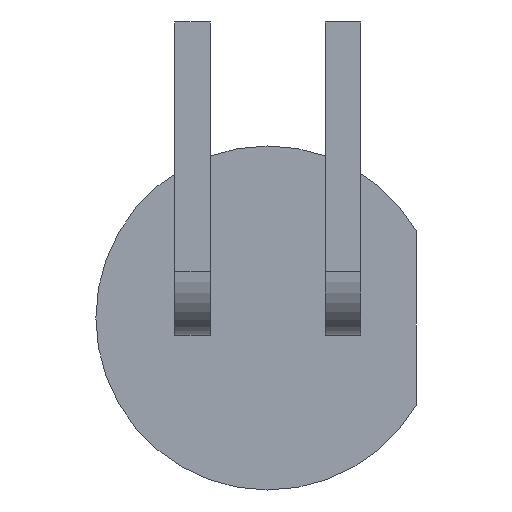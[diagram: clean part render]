
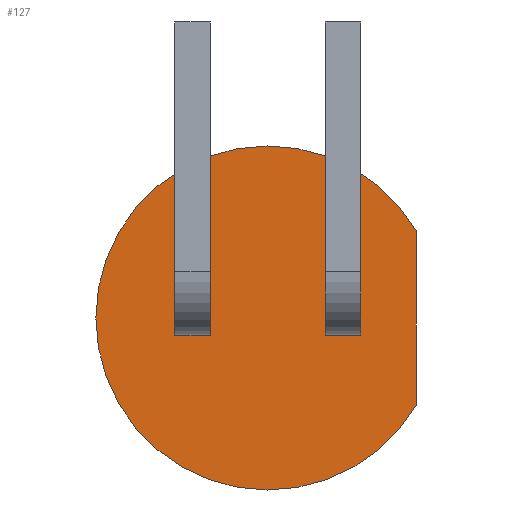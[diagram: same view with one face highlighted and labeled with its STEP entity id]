
A CAD part, front view. The second image highlights one B-rep face of the part: STEP entity #127.
In plain terms, the highlighted planar face has unit normal (0, -1, 0).
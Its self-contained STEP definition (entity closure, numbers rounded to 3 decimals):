
#59 = EDGE_CURVE('',#60,#62,#64,.T.);
#60 = VERTEX_POINT('',#61);
#61 = CARTESIAN_POINT('',(2.503,1.277,-5.961)
  );
#62 = VERTEX_POINT('',#63);
#63 = CARTESIAN_POINT('',(2.503,1.277,-3.021)
  );
#64 = CIRCLE('',#65,2.9);
#65 = AXIS2_PLACEMENT_3D('',#66,#67,#68);
#66 = CARTESIAN_POINT('',(0.003,1.277,-4.491));
#67 = DIRECTION('',(0.,1.,0.));
#68 = DIRECTION('',(-1.,0.,0.));
#117 = EDGE_CURVE('',#62,#60,#118,.T.);
#118 = LINE('',#119,#120);
#119 = CARTESIAN_POINT('',(2.503,1.277,-3.021
    ));
#120 = VECTOR('',#121,1.);
#121 = DIRECTION('',(0.,0.,-1.));
#127 = ADVANCED_FACE('',(#128),#132,.F.);
#128 = FACE_BOUND('',#129,.F.);
#129 = EDGE_LOOP('',(#130,#131));
#130 = ORIENTED_EDGE('',*,*,#59,.T.);
#131 = ORIENTED_EDGE('',*,*,#117,.T.);
#132 = PLANE('',#133);
#133 = AXIS2_PLACEMENT_3D('',#134,#135,#136);
#134 = CARTESIAN_POINT('',(0.117,1.277,-4.491));
#135 = DIRECTION('',(0.,1.,0.));
#136 = DIRECTION('',(0.,0.,-1.));
